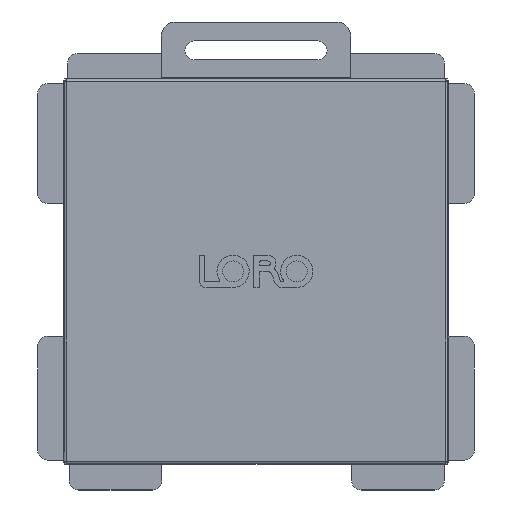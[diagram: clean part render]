
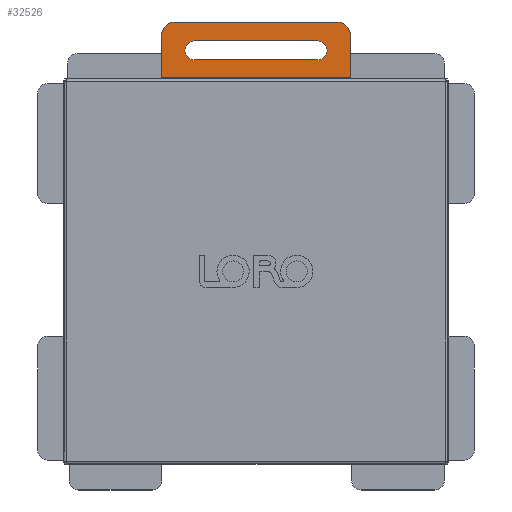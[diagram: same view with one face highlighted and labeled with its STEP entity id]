
A CAD part, top view. The second image highlights one B-rep face of the part: STEP entity #32526.
In plain terms, the highlighted planar face has unit normal (0, 0, 1).
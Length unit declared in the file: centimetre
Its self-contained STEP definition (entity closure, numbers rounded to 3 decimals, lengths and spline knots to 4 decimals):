
#567=FACE_BOUND('',#5766,.T.);
#1990=PLANE('',#34530);
#3603=FACE_OUTER_BOUND('',#5765,.T.);
#5765=EDGE_LOOP('',(#30626,#30627,#30628,#30629,#30630,#30631));
#5766=EDGE_LOOP('',(#30632,#30633,#30634,#30635));
#6167=CIRCLE('',#34531,15.);
#6168=CIRCLE('',#34532,15.);
#6169=CIRCLE('',#34533,10.);
#6170=CIRCLE('',#34534,10.);
#10246=LINE('',#51591,#14352);
#10253=LINE('',#51619,#14359);
#10254=LINE('',#51621,#14360);
#10255=LINE('',#51624,#14361);
#10256=LINE('',#51629,#14362);
#10257=LINE('',#51632,#14363);
#14352=VECTOR('',#42573,10.);
#14359=VECTOR('',#42598,2.16);
#14360=VECTOR('',#42599,2.16);
#14361=VECTOR('',#42602,10.);
#14362=VECTOR('',#42605,10.);
#14363=VECTOR('',#42608,10.);
#17243=VERTEX_POINT('',#51589);
#17244=VERTEX_POINT('',#51590);
#17255=VERTEX_POINT('',#51616);
#17256=VERTEX_POINT('',#51617);
#17257=VERTEX_POINT('',#51620);
#17258=VERTEX_POINT('',#51622);
#17259=VERTEX_POINT('',#51625);
#17260=VERTEX_POINT('',#51626);
#17261=VERTEX_POINT('',#51628);
#17262=VERTEX_POINT('',#51630);
#21709=EDGE_CURVE('',#17243,#17244,#10246,.T.);
#21722=EDGE_CURVE('',#17255,#17256,#6167,.T.);
#21723=EDGE_CURVE('',#17256,#17243,#10253,.T.);
#21724=EDGE_CURVE('',#17257,#17244,#10254,.T.);
#21725=EDGE_CURVE('',#17257,#17258,#6168,.T.);
#21726=EDGE_CURVE('',#17258,#17255,#10255,.T.);
#21727=EDGE_CURVE('',#17259,#17260,#6169,.T.);
#21728=EDGE_CURVE('',#17260,#17261,#10256,.T.);
#21729=EDGE_CURVE('',#17261,#17262,#6170,.T.);
#21730=EDGE_CURVE('',#17262,#17259,#10257,.T.);
#30626=ORIENTED_EDGE('',*,*,#21722,.T.);
#30627=ORIENTED_EDGE('',*,*,#21723,.T.);
#30628=ORIENTED_EDGE('',*,*,#21709,.T.);
#30629=ORIENTED_EDGE('',*,*,#21724,.F.);
#30630=ORIENTED_EDGE('',*,*,#21725,.T.);
#30631=ORIENTED_EDGE('',*,*,#21726,.T.);
#30632=ORIENTED_EDGE('',*,*,#21727,.T.);
#30633=ORIENTED_EDGE('',*,*,#21728,.T.);
#30634=ORIENTED_EDGE('',*,*,#21729,.T.);
#30635=ORIENTED_EDGE('',*,*,#21730,.T.);
#32526=ADVANCED_FACE('',(#3603,#567),#1990,.F.);
#34530=AXIS2_PLACEMENT_3D('',#51615,#42594,#42595);
#34531=AXIS2_PLACEMENT_3D('',#51618,#42596,#42597);
#34532=AXIS2_PLACEMENT_3D('',#51623,#42600,#42601);
#34533=AXIS2_PLACEMENT_3D('',#51627,#42603,#42604);
#34534=AXIS2_PLACEMENT_3D('',#51631,#42606,#42607);
#42573=DIRECTION('',(1.,0.,0.));
#42594=DIRECTION('center_axis',(0.,0.,
-1.));
#42595=DIRECTION('ref_axis',(1.,0.,0.));
#42596=DIRECTION('center_axis',(0.,0.,
1.));
#42597=DIRECTION('ref_axis',(0.,-1.,0.));
#42598=DIRECTION('',(0.,-1.,0.));
#42599=DIRECTION('',(0.,-1.,0.));
#42600=DIRECTION('center_axis',(0.,0.,
1.));
#42601=DIRECTION('ref_axis',(1.,0.,0.));
#42602=DIRECTION('',(-1.,0.,0.));
#42603=DIRECTION('center_axis',(0.,0.,
-1.));
#42604=DIRECTION('ref_axis',(0.,-1.,0.));
#42605=DIRECTION('',(-1.,0.,0.));
#42606=DIRECTION('center_axis',(0.,0.,
-1.));
#42607=DIRECTION('ref_axis',(0.,1.,0.));
#42608=DIRECTION('',(1.,0.,0.));
#51589=CARTESIAN_POINT('',(-100.,202.5,231.5));
#51590=CARTESIAN_POINT('',(100.,202.5,231.5));
#51591=CARTESIAN_POINT('',(0.,202.5,231.5));
#51615=CARTESIAN_POINT('Origin',(0.,230.0535,
231.5));
#51616=CARTESIAN_POINT('',(-85.,261.,231.5));
#51617=CARTESIAN_POINT('',(-100.,246.,231.5));
#51618=CARTESIAN_POINT('Origin',(-85.,246.,231.5));
#51619=CARTESIAN_POINT('',(-100.,195.7142,231.5));
#51620=CARTESIAN_POINT('',(100.,246.,231.5));
#51621=CARTESIAN_POINT('',(100.,195.7142,231.5));
#51622=CARTESIAN_POINT('',(85.,261.,231.5));
#51623=CARTESIAN_POINT('Origin',(85.,246.,231.5));
#51624=CARTESIAN_POINT('',(100.,261.,231.5));
#51625=CARTESIAN_POINT('',(65.,241.,231.5));
#51626=CARTESIAN_POINT('',(65.,221.,231.5));
#51627=CARTESIAN_POINT('Origin',(65.,231.,231.5));
#51628=CARTESIAN_POINT('',(-65.,221.,231.5));
#51629=CARTESIAN_POINT('',(32.5,221.,231.5));
#51630=CARTESIAN_POINT('',(-65.,241.,231.5));
#51631=CARTESIAN_POINT('Origin',(-65.,231.,231.5));
#51632=CARTESIAN_POINT('',(-32.5,241.,231.5));
